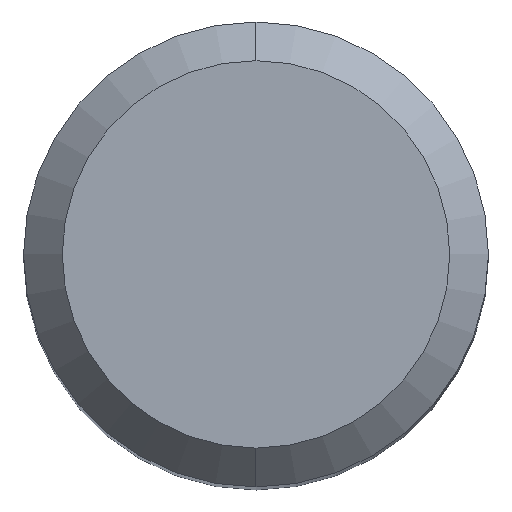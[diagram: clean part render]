
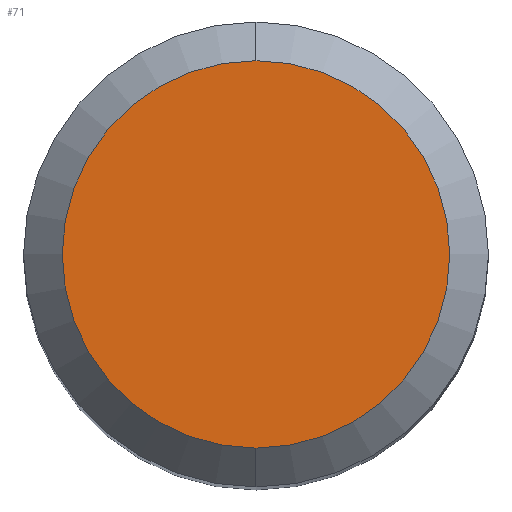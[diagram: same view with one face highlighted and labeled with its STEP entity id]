
A CAD part, top view. The second image highlights one B-rep face of the part: STEP entity #71.
In plain terms, the highlighted planar face has unit normal (0, 0, 1).
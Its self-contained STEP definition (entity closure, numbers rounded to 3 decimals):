
#71=ADVANCED_FACE('',(#140),#141,.T.);
#140=FACE_OUTER_BOUND('',#211,.T.);
#141=PLANE('',#212);
#211=EDGE_LOOP('',(#313,#314));
#212=AXIS2_PLACEMENT_3D('',#315,#316,#317);
#313=ORIENTED_EDGE('',*,*,#401,.F.);
#314=ORIENTED_EDGE('',*,*,#404,.F.);
#315=CARTESIAN_POINT('',(0.,2.5,46.197));
#316=DIRECTION('',(0.,0.0,1.0));
#317=DIRECTION('',(0.0,-1.0,0.0));
#401=EDGE_CURVE('',#466,#468,#469,.T.);
#404=EDGE_CURVE('',#468,#466,#472,.T.);
#466=VERTEX_POINT('',#542);
#468=VERTEX_POINT('',#545);
#469=CIRCLE('',#546,5.0);
#472=CIRCLE('',#550,5.0);
#542=CARTESIAN_POINT('',(0.,5.0,46.197));
#545=CARTESIAN_POINT('',(0.,-5.0,46.197));
#546=AXIS2_PLACEMENT_3D('',#609,#610,#611);
#550=AXIS2_PLACEMENT_3D('',#613,#614,#615);
#609=CARTESIAN_POINT('',(0.,0.0,46.197));
#610=DIRECTION('',(0.,0.0,-1.0));
#611=DIRECTION('',(0.0,1.0,0.0));
#613=CARTESIAN_POINT('',(0.,0.0,46.197));
#614=DIRECTION('',(0.,0.0,-1.0));
#615=DIRECTION('',(0.0,1.0,0.0));
